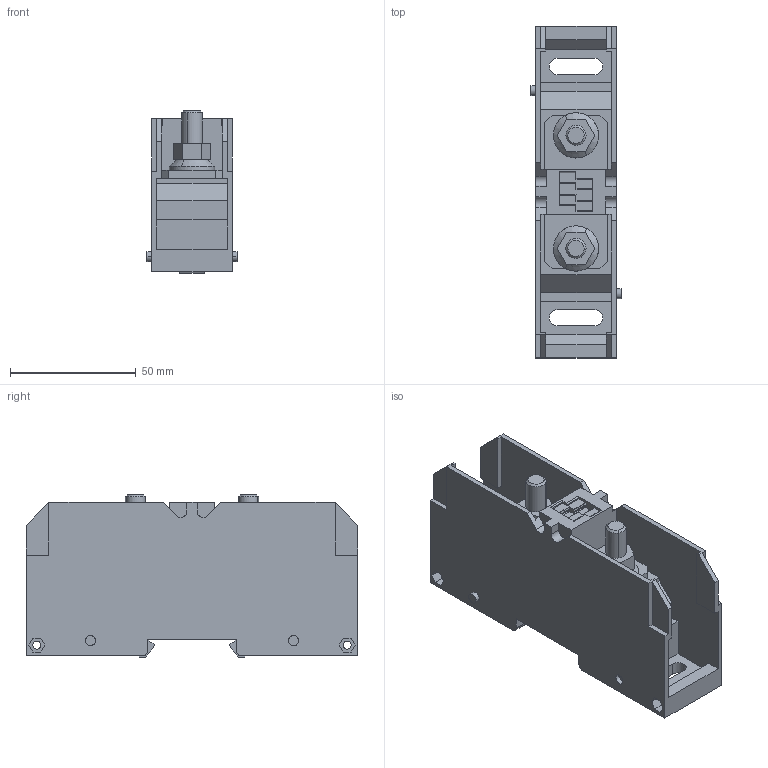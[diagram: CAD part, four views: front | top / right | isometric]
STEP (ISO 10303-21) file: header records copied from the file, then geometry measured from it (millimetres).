
FILE_DESCRIPTION(('CATIA V5 STEP Exchange','CAx-IF Rec.Pracs.--- Model Styling and Organization---1.5--- 2016-08-15','CAx-IF Rec.Pracs.---Supplemental Geometry---1.0---2011-11-01','CAx-IF Rec.Pracs.--- Composite Materials ---1.1---2010-07-15'),'2;1');
FILE_NAME ('D1447067_2', '2024-05-30T08:10:28+00:00', ('none'), ('Weidmueller'), 'CATIA Version 5-6 Release 2022 SP4 HF5', 'CATIA V5 STEP AP214 v3', 'none');
FILE_SCHEMA(('AUTOMOTIVE_DESIGN { 1 0 10303 214 1 1 1 1 }'));
Length unit declared in the file: millimetre
Products named in the file (1): 1028400000
Bounding box: 35.9 x 132 x 64.55 mm (x, y, z)
Volume: 135409.3 mm3; surface area: 40287.3 mm2
Topology: 1 solids, 1 shells, 249 faces, 690 edges, 456 vertices
Faces by surface type: plane 197, cylinder 44, cone 8
Entity records: 7821 total; most frequent: CARTESIAN_POINT 1475, ORIENTED_EDGE 1380, DIRECTION 1049, EDGE_CURVE 690, VECTOR 586, LINE 586, VERTEX_POINT 456, AXIS2_PLACEMENT_3D 280
